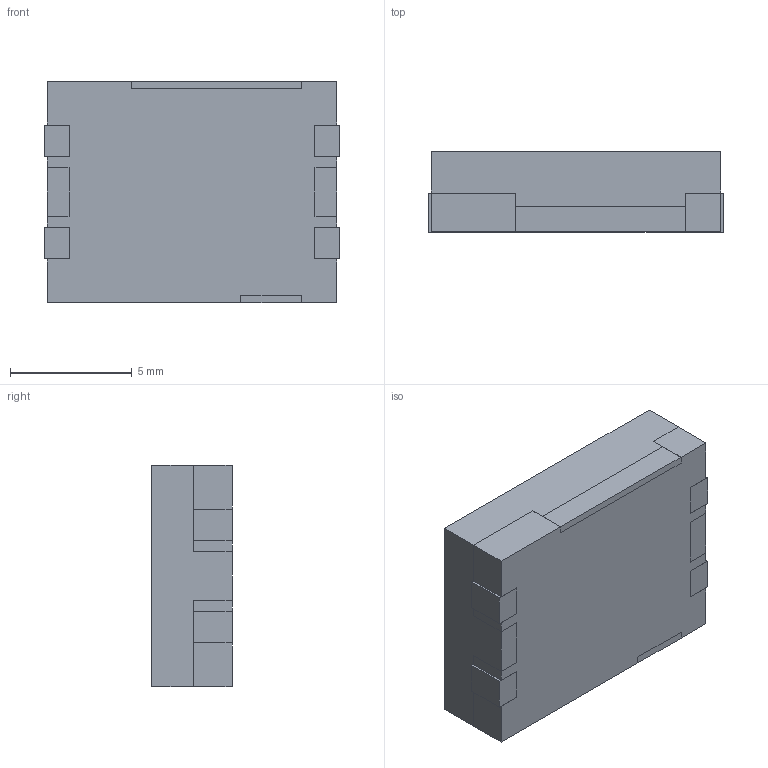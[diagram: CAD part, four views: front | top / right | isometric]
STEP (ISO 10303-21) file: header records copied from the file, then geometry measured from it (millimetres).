
FILE_DESCRIPTION (( 'STEP AP214' ), '1' );
FILE_NAME ('1.STEP', '2019-11-29T12:23:19', ( '' ), ( '' ), 'SwSTEP 2.0', 'SolidWorks 2017', '' );
FILE_SCHEMA (( 'AUTOMOTIVE_DESIGN' ));
Length unit declared in the file: millimetre
Products named in the file (1): 1
Bounding box: 12.1 x 3.3 x 9.1 mm (x, y, z)
Volume: 356.4 mm3; surface area: 669.1 mm2
Topology: 8 solids, 8 shells, 119 faces, 294 edges, 196 vertices
Faces by surface type: plane 117, cylinder 2
Entity records: 3549 total; most frequent: CARTESIAN_POINT 610, ORIENTED_EDGE 588, DIRECTION 538, EDGE_CURVE 294, LINE 290, VECTOR 290, VERTEX_POINT 196, AXIS2_PLACEMENT_3D 124
